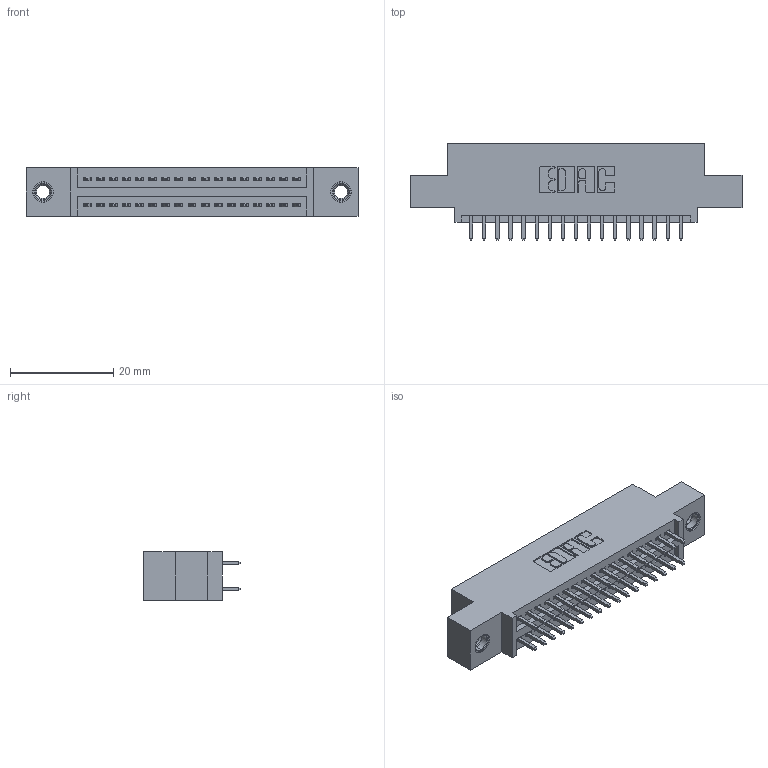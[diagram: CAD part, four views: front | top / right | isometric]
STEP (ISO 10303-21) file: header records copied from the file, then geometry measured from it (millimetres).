
FILE_DESCRIPTION (( 'STEP AP203' ), '1' );
FILE_NAME ('345-034-521-507.STEP', '2018-08-29T00:34:56', ( '' ), ( '' ), 'SwSTEP 2.0', 'SolidWorks 2016', '' );
FILE_SCHEMA (( 'CONFIG_CONTROL_DESIGN' ));
Length unit declared in the file: inch
Products named in the file (4): 345 Part_0.110 Offset - 0.156 Dia-TI; 345-292-001_345-293-121; 345-250-001_345-250-005-103; 345-034-521-507
Assembly tree (37 placements, depth 2):
  345-034-521-507
    345 Part_0.110 Offset - 0.156 Dia-TI
    345-292-001_345-293-121  x34
    345-250-001_345-250-005-103  x2
Bounding box: 64.39 x 18.72 x 9.4 mm (x, y, z)
Volume: 5922 mm3; surface area: 8299.9 mm2
Topology: 37 solids, 37 shells, 1890 faces, 5555 edges, 3650 vertices
Faces by surface type: plane 1238, cylinder 636, cone 12, torus 4
Entity records: 18040 total; most frequent: CARTESIAN_POINT 3031, ORIENTED_EDGE 2958, DIRECTION 2729, EDGE_CURVE 1479, VECTOR 1259, LINE 1259, VERTEX_POINT 980, AXIS2_PLACEMENT_3D 735
